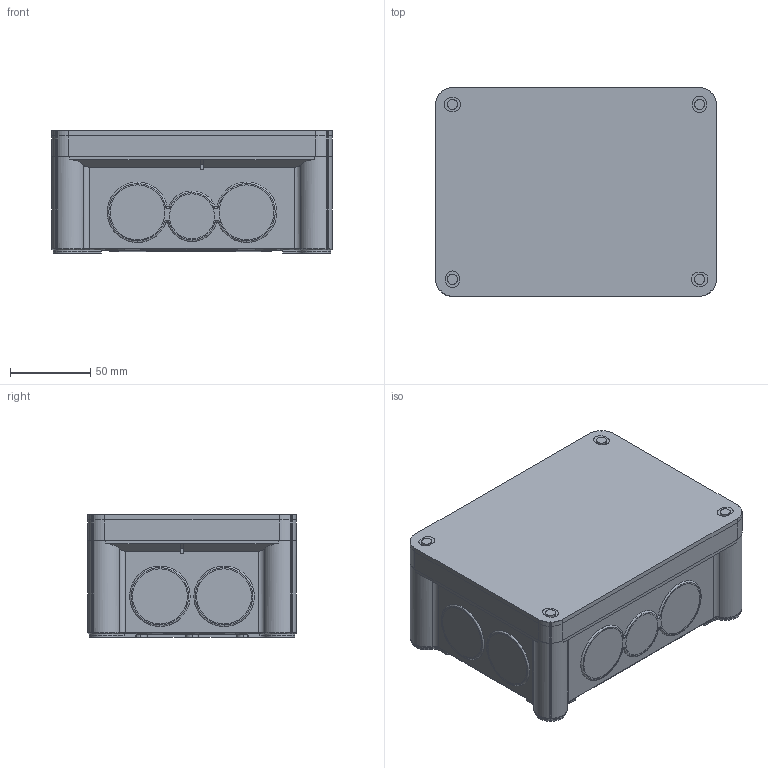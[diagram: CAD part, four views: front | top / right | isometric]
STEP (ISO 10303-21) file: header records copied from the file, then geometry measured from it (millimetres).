
FILE_DESCRIPTION(('CATIA V5 STEP Exchange','CAx-IF Rec.Pracs.--- Model Styling and Organization---1.4--- 2014-01-23'),'2;1');
FILE_NAME('092045_AllCATPart.stp','2021-01-13T16:21:31+00:00',('none'),('none'),'CATIA Version 5-6 Release 2017 SP5','CATIA V5 STEP AP214','none');
FILE_SCHEMA(('AUTOMOTIVE_DESIGN { 1 0 10303 214 1 1 1 1 }'));
Length unit declared in the file: millimetre
Products named in the file (1): 092045_AllCATPart
Bounding box: 175 x 130 x 76.3 mm (x, y, z)
Surface area: 127821.8 mm2 (no closed solid volume)
Topology: 0 solids, 65 shells, 456 faces, 1609 edges, 1204 vertices
Faces by surface type: bspline 221, plane 146, cylinder 47, cone 42
Entity records: 22956 total; most frequent: CARTESIAN_POINT 12141, ORIENTED_EDGE 2382, EDGE_CURVE 1609, VERTEX_POINT 1188, DIRECTION 1086, B_SPLINE_CURVE_WITH_KNOTS 939, EDGE_LOOP 488, ADVANCED_FACE 456
